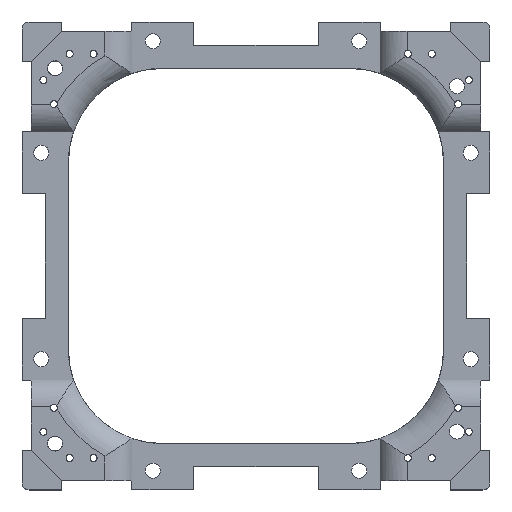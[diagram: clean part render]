
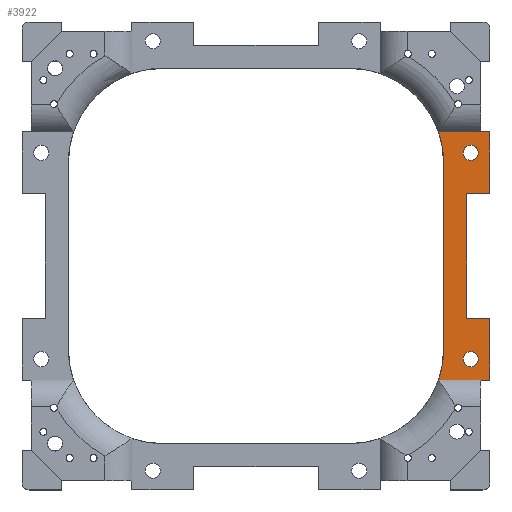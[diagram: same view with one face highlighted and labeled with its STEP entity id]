
A CAD part, top view. The second image highlights one B-rep face of the part: STEP entity #3922.
In plain terms, the highlighted planar face has unit normal (0, 0, 1).
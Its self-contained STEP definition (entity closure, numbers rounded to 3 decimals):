
#249=FACE_BOUND('',#800,.T.);
#250=FACE_BOUND('',#801,.T.);
#397=CIRCLE('',#4219,1.6);
#400=CIRCLE('',#4223,20.);
#410=CIRCLE('',#4261,1.6);
#411=CIRCLE('',#4263,20.);
#562=FACE_OUTER_BOUND('',#799,.T.);
#799=EDGE_LOOP('',(#3266,#3267,#3268,#3269,#3270,#3271,#3272,#3273,#3274,
#3275,#3276,#3277));
#800=EDGE_LOOP('',(#3278));
#801=EDGE_LOOP('',(#3279));
#905=LINE('',#5436,#1229);
#909=LINE('',#5444,#1233);
#912=LINE('',#5450,#1236);
#962=LINE('',#5618,#1286);
#1043=LINE('',#6889,#1367);
#1104=LINE('',#7298,#1428);
#1106=LINE('',#7321,#1430);
#1132=LINE('',#7408,#1456);
#1133=LINE('',#7409,#1457);
#1134=LINE('',#7412,#1458);
#1229=VECTOR('',#4380,10.);
#1233=VECTOR('',#4386,10.);
#1236=VECTOR('',#4391,10.);
#1286=VECTOR('',#4513,10.);
#1367=VECTOR('',#4724,10.);
#1428=VECTOR('',#5007,10.);
#1430=VECTOR('',#5019,10.);
#1456=VECTOR('',#5109,10.);
#1457=VECTOR('',#5110,10.);
#1458=VECTOR('',#5113,10.);
#1553=VERTEX_POINT('',#5434);
#1554=VERTEX_POINT('',#5435);
#1557=VERTEX_POINT('',#5443);
#1559=VERTEX_POINT('',#5449);
#1641=VERTEX_POINT('',#5617);
#1771=VERTEX_POINT('',#6879);
#1772=VERTEX_POINT('',#6888);
#1840=VERTEX_POINT('',#7276);
#1841=VERTEX_POINT('',#7280);
#1844=VERTEX_POINT('',#7286);
#1847=VERTEX_POINT('',#7296);
#1866=VERTEX_POINT('',#7403);
#1867=VERTEX_POINT('',#7407);
#1868=VERTEX_POINT('',#7410);
#1933=EDGE_CURVE('',#1553,#1554,#905,.T.);
#1937=EDGE_CURVE('',#1554,#1557,#909,.T.);
#1940=EDGE_CURVE('',#1559,#1553,#912,.T.);
#2024=EDGE_CURVE('',#1559,#1641,#962,.T.);
#2204=EDGE_CURVE('',#1772,#1771,#1043,.T.);
#2328=EDGE_CURVE('',#1840,#1840,#397,.T.);
#2333=EDGE_CURVE('',#1841,#1844,#400,.T.);
#2338=EDGE_CURVE('',#1847,#1641,#1104,.T.);
#2344=EDGE_CURVE('',#1847,#1844,#1106,.T.);
#2380=EDGE_CURVE('',#1866,#1866,#410,.T.);
#2381=EDGE_CURVE('',#1867,#1557,#1132,.T.);
#2382=EDGE_CURVE('',#1772,#1867,#1133,.T.);
#2383=EDGE_CURVE('',#1868,#1771,#411,.T.);
#2384=EDGE_CURVE('',#1868,#1841,#1134,.T.);
#3266=ORIENTED_EDGE('',*,*,#1937,.T.);
#3267=ORIENTED_EDGE('',*,*,#2381,.F.);
#3268=ORIENTED_EDGE('',*,*,#2382,.F.);
#3269=ORIENTED_EDGE('',*,*,#2204,.T.);
#3270=ORIENTED_EDGE('',*,*,#2383,.F.);
#3271=ORIENTED_EDGE('',*,*,#2384,.T.);
#3272=ORIENTED_EDGE('',*,*,#2333,.T.);
#3273=ORIENTED_EDGE('',*,*,#2344,.F.);
#3274=ORIENTED_EDGE('',*,*,#2338,.T.);
#3275=ORIENTED_EDGE('',*,*,#2024,.F.);
#3276=ORIENTED_EDGE('',*,*,#1940,.T.);
#3277=ORIENTED_EDGE('',*,*,#1933,.T.);
#3278=ORIENTED_EDGE('',*,*,#2328,.T.);
#3279=ORIENTED_EDGE('',*,*,#2380,.F.);
#3763=PLANE('',#4262);
#3922=ADVANCED_FACE('',(#562,#249,#250),#3763,.T.);
#4219=AXIS2_PLACEMENT_3D('',#7278,#4987,#4988);
#4223=AXIS2_PLACEMENT_3D('',#7288,#4997,#4998);
#4261=AXIS2_PLACEMENT_3D('',#7405,#5105,#5106);
#4262=AXIS2_PLACEMENT_3D('',#7406,#5107,#5108);
#4263=AXIS2_PLACEMENT_3D('',#7411,#5111,#5112);
#4380=DIRECTION('',(0.,1.,0.));
#4386=DIRECTION('',(1.,0.,0.));
#4391=DIRECTION('',(-1.,0.,0.));
#4513=DIRECTION('',(0.,-1.,0.));
#4724=DIRECTION('',(-1.,0.,0.));
#4987=DIRECTION('center_axis',(0.,0.,-1.));
#4988=DIRECTION('ref_axis',(1.,0.,0.));
#4997=DIRECTION('center_axis',(0.,0.,-1.));
#4998=DIRECTION('ref_axis',(1.,0.,0.));
#5007=DIRECTION('',(1.,0.,0.));
#5019=DIRECTION('',(-1.,0.,0.));
#5105=DIRECTION('center_axis',(0.,0.,1.));
#5106=DIRECTION('ref_axis',(1.,0.,0.));
#5107=DIRECTION('center_axis',(0.,0.,1.));
#5108=DIRECTION('ref_axis',(1.,0.,0.));
#5109=DIRECTION('',(0.,-1.,0.));
#5110=DIRECTION('',(1.,0.,0.));
#5111=DIRECTION('center_axis',(0.,0.,1.));
#5112=DIRECTION('ref_axis',(1.,0.,0.));
#5113=DIRECTION('',(0.,-1.,0.));
#5434=CARTESIAN_POINT('',(44.9,-13.3,4.8));
#5435=CARTESIAN_POINT('',(44.9,13.3,4.8));
#5436=CARTESIAN_POINT('',(44.9,19.125,4.8));
#5443=CARTESIAN_POINT('',(49.9,13.3,4.8));
#5444=CARTESIAN_POINT('',(37.425,13.3,4.8));
#5449=CARTESIAN_POINT('',(49.9,-13.3,4.8));
#5450=CARTESIAN_POINT('',(34.925,-13.3,4.8));
#5617=CARTESIAN_POINT('',(49.9,-26.5,4.8));
#5618=CARTESIAN_POINT('',(49.9,13.25,4.8));
#6879=CARTESIAN_POINT('',(38.914,26.5,4.8));
#6888=CARTESIAN_POINT('',(47.9,26.5,4.8));
#6889=CARTESIAN_POINT('',(47.9,26.5,4.8));
#7276=CARTESIAN_POINT('',(44.2,-22.,4.8));
#7278=CARTESIAN_POINT('Origin',(45.8,-22.,4.8));
#7280=CARTESIAN_POINT('',(40.,-20.,4.8));
#7286=CARTESIAN_POINT('',(38.914,-26.5,4.8));
#7288=CARTESIAN_POINT('Origin',(20.,-20.,4.8));
#7296=CARTESIAN_POINT('',(47.9,-26.5,4.8));
#7298=CARTESIAN_POINT('',(47.9,-26.5,4.8));
#7321=CARTESIAN_POINT('',(47.9,-26.5,4.8));
#7403=CARTESIAN_POINT('',(44.2,22.,4.8));
#7405=CARTESIAN_POINT('Origin',(45.8,22.,4.8));
#7406=CARTESIAN_POINT('Origin',(24.95,24.95,4.8));
#7407=CARTESIAN_POINT('',(49.9,26.5,4.8));
#7408=CARTESIAN_POINT('',(49.9,13.25,4.8));
#7409=CARTESIAN_POINT('',(47.9,26.5,4.8));
#7410=CARTESIAN_POINT('',(40.,20.,4.8));
#7411=CARTESIAN_POINT('Origin',(20.,20.,4.8));
#7412=CARTESIAN_POINT('',(40.,0.,4.8));
